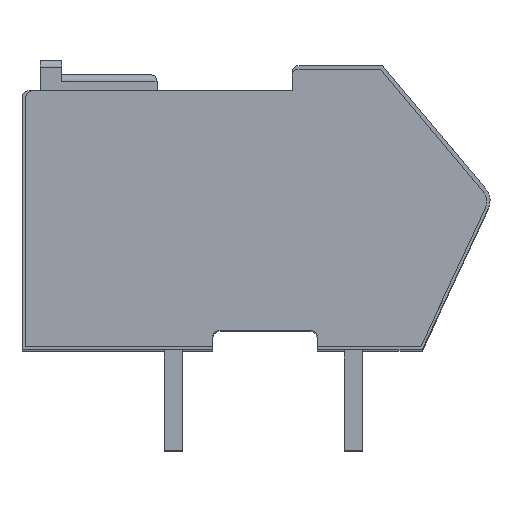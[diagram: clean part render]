
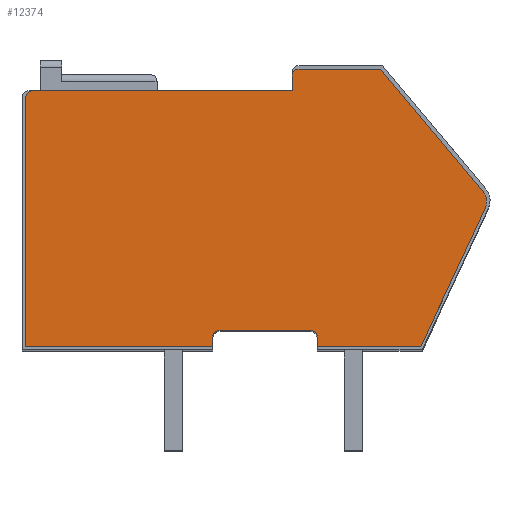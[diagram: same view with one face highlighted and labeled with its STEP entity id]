
A CAD part, top view. The second image highlights one B-rep face of the part: STEP entity #12374.
In plain terms, the highlighted planar face has unit normal (0, 0, 1).
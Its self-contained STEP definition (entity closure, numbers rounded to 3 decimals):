
#140=CIRCLE('',#13008,0.2);
#142=CIRCLE('',#13012,0.2);
#147=CIRCLE('',#13027,0.2);
#148=CIRCLE('',#13033,0.5);
#149=CIRCLE('',#13037,0.2);
#1720=ORIENTED_EDGE('',*,*,#3969,.T.);
#1721=ORIENTED_EDGE('',*,*,#3971,.T.);
#1722=ORIENTED_EDGE('',*,*,#3972,.T.);
#1723=ORIENTED_EDGE('',*,*,#3881,.T.);
#1724=ORIENTED_EDGE('',*,*,#3886,.F.);
#1725=ORIENTED_EDGE('',*,*,#3889,.T.);
#1726=ORIENTED_EDGE('',*,*,#3892,.F.);
#1727=ORIENTED_EDGE('',*,*,#3896,.T.);
#1728=ORIENTED_EDGE('',*,*,#3974,.T.);
#1729=ORIENTED_EDGE('',*,*,#3976,.T.);
#1730=ORIENTED_EDGE('',*,*,#3978,.T.);
#1731=ORIENTED_EDGE('',*,*,#3980,.T.);
#1732=ORIENTED_EDGE('',*,*,#3982,.T.);
#1733=ORIENTED_EDGE('',*,*,#3983,.T.);
#1734=ORIENTED_EDGE('',*,*,#3955,.T.);
#1735=ORIENTED_EDGE('',*,*,#3789,.T.);
#3789=EDGE_CURVE('',#4876,#4875,#5808,.T.);
#3881=EDGE_CURVE('',#4946,#4945,#5894,.T.);
#3886=EDGE_CURVE('',#4949,#4945,#140,.T.);
#3889=EDGE_CURVE('',#4949,#4951,#5900,.T.);
#3892=EDGE_CURVE('',#4953,#4951,#142,.T.);
#3896=EDGE_CURVE('',#4953,#4955,#5905,.T.);
#3955=EDGE_CURVE('',#5000,#4876,#5962,.T.);
#3969=EDGE_CURVE('',#4875,#5010,#147,.T.);
#3971=EDGE_CURVE('',#5010,#5011,#5975,.T.);
#3972=EDGE_CURVE('',#5011,#4946,#5976,.T.);
#3974=EDGE_CURVE('',#4955,#5012,#5978,.T.);
#3976=EDGE_CURVE('',#5012,#5013,#5980,.T.);
#3978=EDGE_CURVE('',#5013,#5014,#148,.T.);
#3980=EDGE_CURVE('',#5014,#5015,#5983,.T.);
#3982=EDGE_CURVE('',#5015,#5016,#5985,.T.);
#3983=EDGE_CURVE('',#5016,#5000,#149,.T.);
#4875=VERTEX_POINT('',#17444);
#4876=VERTEX_POINT('',#17446);
#4945=VERTEX_POINT('',#17627);
#4946=VERTEX_POINT('',#17629);
#4949=VERTEX_POINT('',#17637);
#4951=VERTEX_POINT('',#17643);
#4953=VERTEX_POINT('',#17649);
#4955=VERTEX_POINT('',#17656);
#5000=VERTEX_POINT('',#17767);
#5010=VERTEX_POINT('',#17793);
#5011=VERTEX_POINT('',#17797);
#5012=VERTEX_POINT('',#17803);
#5013=VERTEX_POINT('',#17807);
#5014=VERTEX_POINT('',#17811);
#5015=VERTEX_POINT('',#17815);
#5016=VERTEX_POINT('',#17819);
#5808=LINE('',#17445,#6946);
#5894=LINE('',#17628,#7032);
#5900=LINE('',#17644,#7038);
#5905=LINE('',#17657,#7043);
#5962=LINE('',#17766,#7100);
#5975=LINE('',#17798,#7113);
#5976=LINE('',#17800,#7114);
#5978=LINE('',#17804,#7116);
#5980=LINE('',#17808,#7118);
#5983=LINE('',#17816,#7121);
#5985=LINE('',#17820,#7123);
#6946=VECTOR('',#14678,1000.);
#7032=VECTOR('',#14818,1000.);
#7038=VECTOR('',#14832,1000.);
#7043=VECTOR('',#14845,1000.);
#7100=VECTOR('',#14918,1000.);
#7113=VECTOR('',#14945,1000.);
#7114=VECTOR('',#14948,1000.);
#7116=VECTOR('',#14952,1000.);
#7118=VECTOR('',#14956,1000.);
#7121=VECTOR('',#14965,1000.);
#7123=VECTOR('',#14969,1000.);
#7615=EDGE_LOOP('',(#1720,#1721,#1722,#1723,#1724,#1725,#1726,#1727,#1728,
#1729,#1730,#1731,#1732,#1733,#1734,#1735));
#8122=FACE_BOUND('',#7615,.T.);
#8556=PLANE('',#13038);
#12374=ADVANCED_FACE('',(#8122),#8556,.T.);
#13008=AXIS2_PLACEMENT_3D('',#17638,#14826,#14827);
#13012=AXIS2_PLACEMENT_3D('',#17650,#14838,#14839);
#13027=AXIS2_PLACEMENT_3D('',#17794,#14940,#14941);
#13033=AXIS2_PLACEMENT_3D('',#17812,#14960,#14961);
#13037=AXIS2_PLACEMENT_3D('',#17822,#14972,#14973);
#13038=AXIS2_PLACEMENT_3D('',#17823,#14974,#14975);
#14678=DIRECTION('',(-1.,0.,0.));
#14818=DIRECTION('',(0.,1.,0.));
#14826=DIRECTION('',(0.,0.,1.));
#14827=DIRECTION('',(1.,0.,0.));
#14832=DIRECTION('',(1.,0.,0.));
#14838=DIRECTION('',(0.,0.,1.));
#14839=DIRECTION('',(1.,0.,0.));
#14845=DIRECTION('',(0.,-1.,0.));
#14918=DIRECTION('',(0.,-1.,0.));
#14940=DIRECTION('',(0.,0.,1.));
#14941=DIRECTION('',(1.,0.,0.));
#14945=DIRECTION('',(0.,-1.,0.));
#14948=DIRECTION('',(1.,0.,0.));
#14952=DIRECTION('',(1.,0.,0.));
#14956=DIRECTION('',(0.423,0.906,0.));
#14960=DIRECTION('',(0.,0.,1.));
#14961=DIRECTION('',(1.,0.,0.));
#14965=DIRECTION('',(-0.643,0.766,0.));
#14969=DIRECTION('',(-1.,0.,0.));
#14972=DIRECTION('',(0.,0.,1.));
#14973=DIRECTION('',(1.,0.,0.));
#14974=DIRECTION('',(0.,0.,1.));
#14975=DIRECTION('',(1.,0.,0.));
#17444=CARTESIAN_POINT('',(-3.9,7.2,21.32));
#17445=CARTESIAN_POINT('',(3.3,7.2,21.32));
#17446=CARTESIAN_POINT('',(3.3,7.2,21.32));
#17627=CARTESIAN_POINT('',(1.1,0.35,21.32));
#17628=CARTESIAN_POINT('',(1.1,0.1,21.32));
#17629=CARTESIAN_POINT('',(1.1,0.1,21.32));
#17637=CARTESIAN_POINT('',(1.3,0.55,21.32));
#17638=CARTESIAN_POINT('',(1.3,0.35,21.32));
#17643=CARTESIAN_POINT('',(3.8,0.55,21.32));
#17644=CARTESIAN_POINT('',(1.3,0.55,21.32));
#17649=CARTESIAN_POINT('',(4.,0.35,21.32));
#17650=CARTESIAN_POINT('',(3.8,0.35,21.32));
#17656=CARTESIAN_POINT('',(4.,0.1,21.32));
#17657=CARTESIAN_POINT('',(4.,0.35,21.32));
#17766=CARTESIAN_POINT('',(3.3,7.6,21.32));
#17767=CARTESIAN_POINT('',(3.3,7.6,21.32));
#17793=CARTESIAN_POINT('',(-4.1,7.,21.32));
#17794=CARTESIAN_POINT('',(-3.9,7.,21.32));
#17797=CARTESIAN_POINT('',(-4.1,0.1,21.32));
#17798=CARTESIAN_POINT('',(-4.1,7.,21.32));
#17800=CARTESIAN_POINT('',(-4.1,0.1,21.32));
#17803=CARTESIAN_POINT('',(6.88,0.1,21.32));
#17804=CARTESIAN_POINT('',(4.,0.1,21.32));
#17807=CARTESIAN_POINT('',(8.653,3.902,21.32));
#17808=CARTESIAN_POINT('',(6.88,0.1,21.32));
#17811=CARTESIAN_POINT('',(8.583,4.435,21.32));
#17812=CARTESIAN_POINT('',(8.2,4.114,21.32));
#17815=CARTESIAN_POINT('',(5.759,7.8,21.32));
#17816=CARTESIAN_POINT('',(8.583,4.435,21.32));
#17819=CARTESIAN_POINT('',(3.5,7.8,21.32));
#17820=CARTESIAN_POINT('',(5.759,7.8,21.32));
#17822=CARTESIAN_POINT('',(3.5,7.6,21.32));
#17823=CARTESIAN_POINT('',(-3.9,7.,21.32));
